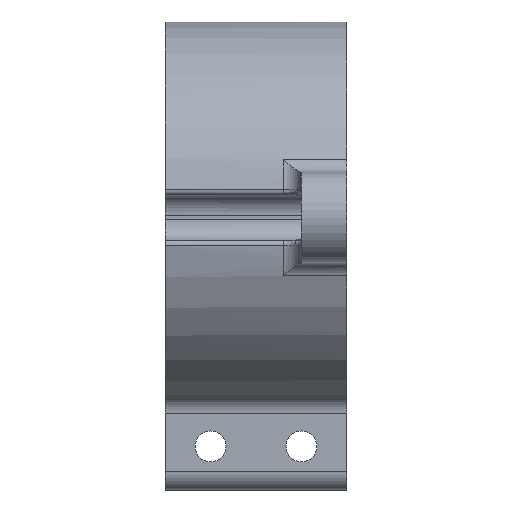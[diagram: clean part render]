
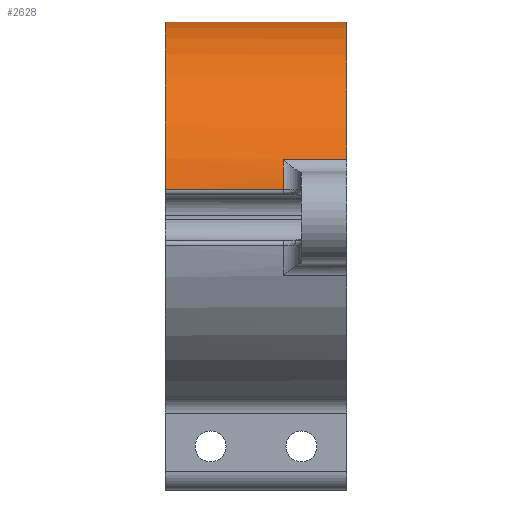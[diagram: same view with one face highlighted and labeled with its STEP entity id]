
A CAD part, left-side view. The second image highlights one B-rep face of the part: STEP entity #2628.
In plain terms, the highlighted cylindrical face has radius 21.6 mm (diameter 43.2 mm), a partial arc.
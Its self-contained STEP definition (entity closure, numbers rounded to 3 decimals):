
#109=CYLINDRICAL_SURFACE('',#2855,21.6);
#155=CIRCLE('',#2757,21.6);
#173=CIRCLE('',#2799,21.6);
#208=CIRCLE('',#2856,21.6);
#209=CIRCLE('',#2857,21.6);
#278=FACE_OUTER_BOUND('',#428,.T.);
#428=EDGE_LOOP('',(#2031,#2032,#2033,#2034,#2035,#2036,#2037,#2038));
#651=LINE('',#4279,#907);
#652=LINE('',#4369,#908);
#653=LINE('',#4371,#909);
#654=LINE('',#4374,#910);
#907=VECTOR('',#3326,10.);
#908=VECTOR('',#3331,10.);
#909=VECTOR('',#3332,10.);
#910=VECTOR('',#3335,10.);
#1053=VERTEX_POINT('',#3725);
#1054=VERTEX_POINT('',#3727);
#1104=VERTEX_POINT('',#3869);
#1105=VERTEX_POINT('',#3871);
#1199=VERTEX_POINT('',#4277);
#1203=VERTEX_POINT('',#4367);
#1204=VERTEX_POINT('',#4370);
#1205=VERTEX_POINT('',#4372);
#1316=EDGE_CURVE('',#1053,#1054,#155,.T.);
#1389=EDGE_CURVE('',#1105,#1104,#173,.T.);
#1507=EDGE_CURVE('',#1199,#1053,#651,.T.);
#1512=EDGE_CURVE('',#1203,#1199,#208,.T.);
#1513=EDGE_CURVE('',#1105,#1203,#652,.T.);
#1514=EDGE_CURVE('',#1204,#1104,#653,.T.);
#1515=EDGE_CURVE('',#1205,#1204,#209,.T.);
#1516=EDGE_CURVE('',#1054,#1205,#654,.T.);
#2031=ORIENTED_EDGE('',*,*,#1507,.F.);
#2032=ORIENTED_EDGE('',*,*,#1512,.F.);
#2033=ORIENTED_EDGE('',*,*,#1513,.F.);
#2034=ORIENTED_EDGE('',*,*,#1389,.T.);
#2035=ORIENTED_EDGE('',*,*,#1514,.F.);
#2036=ORIENTED_EDGE('',*,*,#1515,.F.);
#2037=ORIENTED_EDGE('',*,*,#1516,.F.);
#2038=ORIENTED_EDGE('',*,*,#1316,.F.);
#2628=ADVANCED_FACE('',(#278),#109,.T.);
#2757=AXIS2_PLACEMENT_3D('',#3728,#3010,#3011);
#2799=AXIS2_PLACEMENT_3D('',#3872,#3145,#3146);
#2855=AXIS2_PLACEMENT_3D('',#4366,#3327,#3328);
#2856=AXIS2_PLACEMENT_3D('',#4368,#3329,#3330);
#2857=AXIS2_PLACEMENT_3D('',#4373,#3333,#3334);
#3010=DIRECTION('center_axis',(0.,1.,0.));
#3011=DIRECTION('ref_axis',(-1.,0.,0.));
#3145=DIRECTION('center_axis',(0.,1.,0.));
#3146=DIRECTION('ref_axis',(-1.,0.,0.));
#3326=DIRECTION('',(0.,1.,0.));
#3327=DIRECTION('center_axis',(0.,1.,0.));
#3328=DIRECTION('ref_axis',(-1.,0.,0.));
#3329=DIRECTION('center_axis',(0.,-1.,0.));
#3330=DIRECTION('ref_axis',(-1.,0.,0.));
#3331=DIRECTION('',(0.,1.,0.));
#3332=DIRECTION('',(0.,-1.,0.));
#3333=DIRECTION('center_axis',(0.,-1.,0.));
#3334=DIRECTION('ref_axis',(1.,0.,0.));
#3335=DIRECTION('',(0.,-1.,0.));
#3725=CARTESIAN_POINT('',(-21.381,20.,3.069));
#3727=CARTESIAN_POINT('',(21.381,20.,3.069));
#3728=CARTESIAN_POINT('Origin',(0.,20.,0.));
#3869=CARTESIAN_POINT('',(20.628,0.,6.407));
#3871=CARTESIAN_POINT('',(-20.628,0.,6.407));
#3872=CARTESIAN_POINT('Origin',(0.,0.,0.));
#4277=CARTESIAN_POINT('',(-21.381,7.,3.069));
#4279=CARTESIAN_POINT('',(-21.381,0.,3.069));
#4366=CARTESIAN_POINT('Origin',(0.,0.,0.));
#4367=CARTESIAN_POINT('',(-20.628,7.,6.407));
#4368=CARTESIAN_POINT('Origin',(0.,7.,0.));
#4369=CARTESIAN_POINT('',(-20.628,0.,6.407));
#4370=CARTESIAN_POINT('',(20.628,7.,6.407));
#4371=CARTESIAN_POINT('',(20.628,0.,6.407));
#4372=CARTESIAN_POINT('',(21.381,7.,3.069));
#4373=CARTESIAN_POINT('Origin',(0.,7.,0.));
#4374=CARTESIAN_POINT('',(21.381,0.,3.069));
